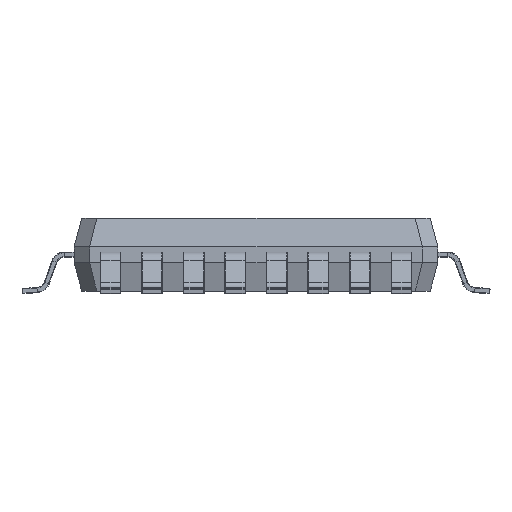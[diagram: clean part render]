
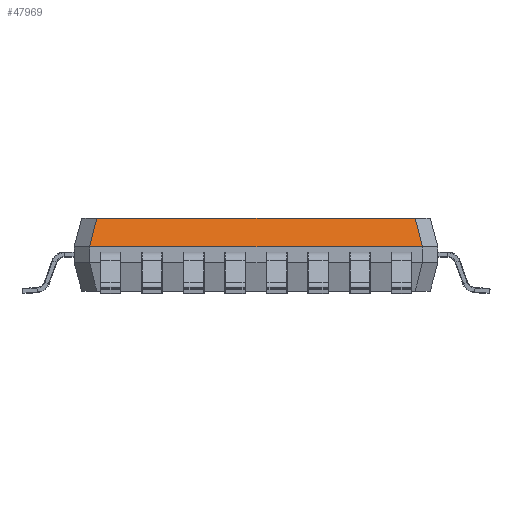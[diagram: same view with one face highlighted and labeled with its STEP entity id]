
A CAD part, left-side view. The second image highlights one B-rep face of the part: STEP entity #47969.
In plain terms, the highlighted planar face has unit normal (-0.966, 0, 0.259).
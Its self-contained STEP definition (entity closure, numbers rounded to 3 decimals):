
#887 = LINE ( 'NONE', #29242, #58967 ) ;
#1076 = EDGE_CURVE ( 'NONE', #74531, #64416, #887, .T. ) ;
#3712 = CARTESIAN_POINT ( 'NONE',  ( -3.5, 3.2, 0.9 ) ) ;
#5365 = ORIENTED_EDGE ( 'NONE', *, *, #40519, .F. ) ;
#6532 = LINE ( 'NONE', #55503, #81143 ) ;
#9885 = LINE ( 'NONE', #17988, #85268 ) ;
#10326 = DIRECTION ( 'NONE',  ( 0.252, -0.232, 0.94 ) ) ;
#11206 = EDGE_LOOP ( 'NONE', ( #17036, #5365, #66835, #42295 ) ) ;
#16611 = EDGE_CURVE ( 'NONE', #49710, #74531, #9885, .T. ) ;
#17036 = ORIENTED_EDGE ( 'NONE', *, *, #16611, .F. ) ;
#17483 = LINE ( 'NONE', #58343, #66622 ) ;
#17988 = CARTESIAN_POINT ( 'NONE',  ( -3.352, 3.064, 1.453 ) ) ;
#24076 = VERTEX_POINT ( 'NONE', #81351 ) ;
#27244 = DIRECTION ( 'NONE',  ( -0.252, -0.232, -0.94 ) ) ;
#29242 = CARTESIAN_POINT ( 'NONE',  ( -3.353, -2.917, 1.45 ) ) ;
#40519 = EDGE_CURVE ( 'NONE', #24076, #49710, #17483, .T. ) ;
#42295 = ORIENTED_EDGE ( 'NONE', *, *, #1076, .F. ) ;
#47206 = CARTESIAN_POINT ( 'NONE',  ( -3.353, 3.064, 1.45 ) ) ;
#47969 = ADVANCED_FACE ( 'NONE', ( #68149 ), #48834, .T. ) ;
#48834 = PLANE ( 'NONE',  #84348 ) ;
#49710 = VERTEX_POINT ( 'NONE', #3712 ) ;
#54650 = CARTESIAN_POINT ( 'NONE',  ( -3.353, 0., 1.45 ) ) ;
#55107 = DIRECTION ( 'NONE',  ( -0.966, 0., 0.259 ) ) ;
#55503 = CARTESIAN_POINT ( 'NONE',  ( -3.352, -3.064, 1.453 ) ) ;
#55717 = DIRECTION ( 'NONE',  ( 0., -1., 0. ) ) ;
#58101 = CARTESIAN_POINT ( 'NONE',  ( -3.353, -3.064, 1.45 ) ) ;
#58343 = CARTESIAN_POINT ( 'NONE',  ( -3.5, 2.917, 0.9 ) ) ;
#58967 = VECTOR ( 'NONE', #55717, 1000. ) ;
#64416 = VERTEX_POINT ( 'NONE', #58101 ) ;
#66622 = VECTOR ( 'NONE', #86155, 1000. ) ;
#66835 = ORIENTED_EDGE ( 'NONE', *, *, #74331, .F. ) ;
#68149 = FACE_OUTER_BOUND ( 'NONE', #11206, .T. ) ;
#74331 = EDGE_CURVE ( 'NONE', #64416, #24076, #6532, .T. ) ;
#74531 = VERTEX_POINT ( 'NONE', #47206 ) ;
#81143 = VECTOR ( 'NONE', #27244, 1000. ) ;
#81351 = CARTESIAN_POINT ( 'NONE',  ( -3.5, -3.2, 0.9 ) ) ;
#82065 = DIRECTION ( 'NONE',  ( 0., 1., 0. ) ) ;
#84348 = AXIS2_PLACEMENT_3D ( 'NONE', #54650, #55107, #82065 ) ;
#85268 = VECTOR ( 'NONE', #10326, 1000. ) ;
#86155 = DIRECTION ( 'NONE',  ( 0., 1., 0. ) ) ;
